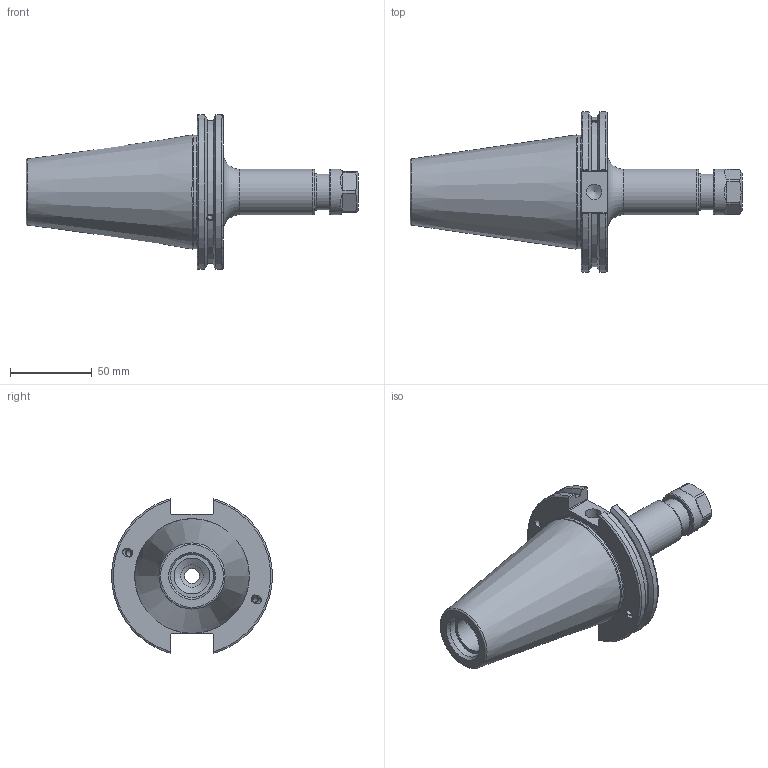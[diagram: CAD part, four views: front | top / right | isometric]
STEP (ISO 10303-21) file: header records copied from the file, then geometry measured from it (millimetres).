
FILE_DESCRIPTION(/* description */ (''),/* implementation_level */ '2;1');
FILE_NAME(/* name */ 'BL031B.stp',/* time_stamp */ '2023-11-22T11:26:08+09:00',/* author */ ('YSH'),/* organization */ (''),/* preprocessor_version */ 'ST-DEVELOPER v20',/* originating_system */ 'Autodesk Inventor 2024',/* authorisation */ '');
FILE_SCHEMA (('AUTOMOTIVE_DESIGN { 1 0 10303 214 3 1 1 }'));
Length unit declared in the file: millimetre
Products named in the file (3): 조립품3; LO-CAT50ADB-ER16-4.00; ER16NUT
Assembly tree (2 placements, depth 2):
  조립품3
    LO-CAT50ADB-ER16-4.00
    ER16NUT
Bounding box: 203.2 x 98.06 x 94.69 mm (x, y, z)
Volume: 358652.3 mm3; surface area: 57589.9 mm2
Topology: 2 solids, 3 shells, 123 faces, 318 edges, 209 vertices
Faces by surface type: plane 56, cylinder 36, cone 20, torus 11
Full cylindrical faces by diameter (mm): 1 x1, 3.242 x4, 4.134 x2, 4.2 x2, 5 x2, 9.144 x1, 9.525 x1, 11.8 x1, 12.8 x1, 14 x1, 17.7 x1, 20.6 x1, 21.971 x1, 22 x2, 22.5 x1, 26.2 x1, 28 x2, 69.25 x1
Entity records: 4287 total; most frequent: CARTESIAN_POINT 1137, DIRECTION 630, ORIENTED_EDGE 626, EDGE_CURVE 314, AXIS2_PLACEMENT_3D 249, VERTEX_POINT 209, EDGE_LOOP 149, LINE 132
